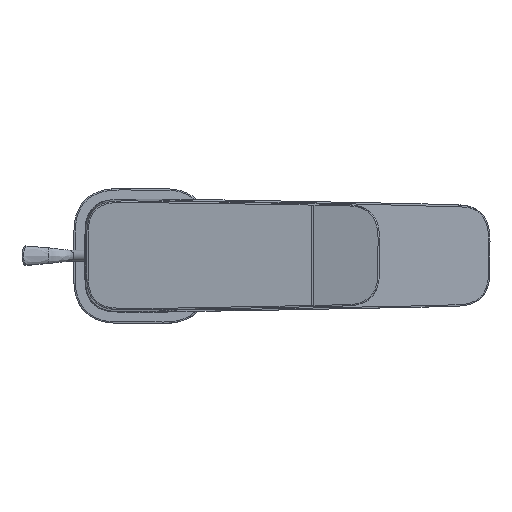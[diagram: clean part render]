
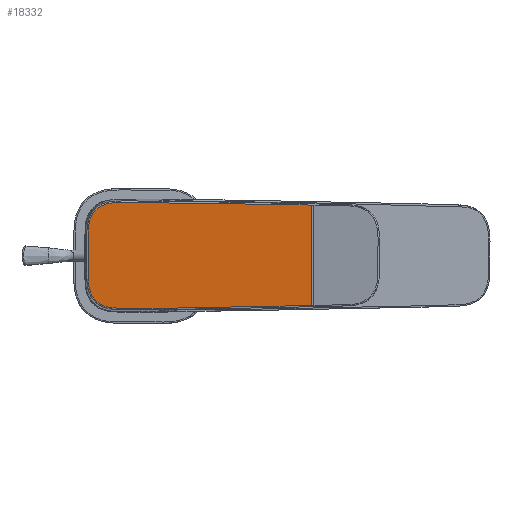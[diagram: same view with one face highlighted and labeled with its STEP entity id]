
A CAD part, top view. The second image highlights one B-rep face of the part: STEP entity #18332.
In plain terms, the highlighted face is planar.
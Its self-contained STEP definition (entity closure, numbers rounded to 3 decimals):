
#4131=ORIENTED_EDGE('',*,*,#9770,.F.);
#4132=ORIENTED_EDGE('',*,*,#9771,.F.);
#4133=ORIENTED_EDGE('',*,*,#9772,.T.);
#4134=ORIENTED_EDGE('',*,*,#9773,.F.);
#9770=EDGE_CURVE('',#12603,#12604,#14584,.F.);
#9771=EDGE_CURVE('',#12605,#12603,#14585,.F.);
#9772=EDGE_CURVE('',#12605,#12606,#14586,.T.);
#9773=EDGE_CURVE('',#12604,#12606,#14587,.F.);
#12603=VERTEX_POINT('',#33845);
#12604=VERTEX_POINT('',#33846);
#12605=VERTEX_POINT('',#33853);
#12606=VERTEX_POINT('',#33858);
#14584=B_SPLINE_CURVE_WITH_KNOTS('',3,(#33790,#33791,#33792,#33793,#33794,
#33795,#33796,#33797,#33798,#33799,#33800,#33801,#33802,#33803,#33804,#33805,
#33806,#33807,#33808,#33809,#33810,#33811,#33812,#33813,#33814,#33815,#33816,
#33817,#33818,#33819,#33820,#33821,#33822,#33823,#33824,#33825,#33826,#33827,
#33828,#33829,#33830,#33831,#33832,#33833,#33834,#33835,#33836,#33837,#33838,
#33839,#33840,#33841,#33842,#33843,#33844),.UNSPECIFIED.,.F.,.F.,(4,1,1,
1,1,1,1,1,1,1,1,1,1,1,1,1,1,1,1,1,1,1,1,1,1,1,1,1,1,1,1,1,1,1,1,1,1,1,1,
1,1,1,1,1,1,1,1,1,1,1,1,1,4),(-181.363,-173.079,-164.795,
-156.511,-148.227,-139.942,-135.8,
-131.658,-127.516,-123.374,-121.303,
-119.232,-118.196,-117.679,-117.161,
-116.125,-115.09,-114.054,-113.537,
-113.019,-112.501,-111.983,-110.948,
-108.877,-106.806,-104.735,-102.664,
-98.522,-94.38,-90.237,-86.095,
-84.024,-81.953,-80.918,-79.882,
-79.365,-78.847,-77.811,-77.293,
-76.776,-76.258,-75.74,-74.705,
-73.669,-73.151,-72.634,-71.598,
-69.527,-65.385,-61.243,-57.101,
-52.959,-48.817),.UNSPECIFIED.);
#14585=B_SPLINE_CURVE_WITH_KNOTS('',3,(#33847,#33848,#33849,#33850,#33851,
#33852),.UNSPECIFIED.,.F.,.F.,(4,1,1,4),(-48.817,-36.814,
-24.811,-0.805),.UNSPECIFIED.);
#14586=B_SPLINE_CURVE_WITH_KNOTS('',3,(#33854,#33855,#33856,#33857),
 .UNSPECIFIED.,.F.,.F.,(4,4),(0.,1.),.UNSPECIFIED.);
#14587=B_SPLINE_CURVE_WITH_KNOTS('',3,(#33859,#33860,#33861,#33862),
 .UNSPECIFIED.,.F.,.F.,(4,4),(-8.776,0.),.UNSPECIFIED.);
#15454=EDGE_LOOP('',(#4131,#4132,#4133,#4134));
#16633=FACE_BOUND('',#15454,.T.);
#17766=PLANE('',#19451);
#18332=ADVANCED_FACE('',(#16633),#17766,.T.);
#19451=AXIS2_PLACEMENT_3D('',#33789,#21037,#21038);
#21037=DIRECTION('',(0.,-0.122,0.993));
#21038=DIRECTION('',(-1.,0.,0.));
#33789=CARTESIAN_POINT('',(21.688,122.716,173.605));
#33790=CARTESIAN_POINT('',(-18.042,51.788,164.896));
#33791=CARTESIAN_POINT('',(-18.099,49.048,164.559));
#33792=CARTESIAN_POINT('',(-18.211,43.568,163.886));
#33793=CARTESIAN_POINT('',(-18.372,35.347,162.877));
#33794=CARTESIAN_POINT('',(-18.515,27.127,161.868));
#33795=CARTESIAN_POINT('',(-18.65,18.904,160.858));
#33796=CARTESIAN_POINT('',(-18.756,12.058,160.018));
#33797=CARTESIAN_POINT('',(-18.794,6.578,159.345));
#33798=CARTESIAN_POINT('',(-18.816,2.468,158.84));
#33799=CARTESIAN_POINT('',(-18.829,-1.642,158.335));
#33800=CARTESIAN_POINT('',(-18.826,-5.068,157.915));
#33801=CARTESIAN_POINT('',(-18.831,-7.805,157.579));
#33802=CARTESIAN_POINT('',(-18.752,-9.532,157.367));
#33803=CARTESIAN_POINT('',(-18.595,-10.727,157.22));
#33804=CARTESIAN_POINT('',(-18.477,-11.375,157.14));
#33805=CARTESIAN_POINT('',(-18.319,-12.087,157.053));
#33806=CARTESIAN_POINT('',(-18.066,-12.933,156.949));
#33807=CARTESIAN_POINT('',(-17.712,-13.818,156.84));
#33808=CARTESIAN_POINT('',(-17.287,-14.605,156.744));
#33809=CARTESIAN_POINT('',(-16.924,-15.149,156.677));
#33810=CARTESIAN_POINT('',(-16.592,-15.582,156.624));
#33811=CARTESIAN_POINT('',(-16.267,-15.951,156.578));
#33812=CARTESIAN_POINT('',(-15.77,-16.447,156.518));
#33813=CARTESIAN_POINT('',(-14.857,-17.189,156.426));
#33814=CARTESIAN_POINT('',(-13.286,-18.02,156.324));
#33815=CARTESIAN_POINT('',(-11.327,-18.562,156.258));
#33816=CARTESIAN_POINT('',(-9.257,-18.817,156.227));
#33817=CARTESIAN_POINT('',(-6.502,-18.882,156.219));
#33818=CARTESIAN_POINT('',(-3.049,-18.869,156.22));
#33819=CARTESIAN_POINT('',(1.092,-18.883,156.218));
#33820=CARTESIAN_POINT('',(5.237,-18.857,156.222));
#33821=CARTESIAN_POINT('',(8.68,-18.893,156.217));
#33822=CARTESIAN_POINT('',(11.439,-18.542,156.26));
#33823=CARTESIAN_POINT('',(13.07,-18.067,156.319));
#33824=CARTESIAN_POINT('',(14.327,-17.474,156.391));
#33825=CARTESIAN_POINT('',(15.069,-16.999,156.45));
#33826=CARTESIAN_POINT('',(15.587,-16.594,156.499));
#33827=CARTESIAN_POINT('',(16.117,-16.119,156.558));
#33828=CARTESIAN_POINT('',(16.557,-15.638,156.617));
#33829=CARTESIAN_POINT('',(16.992,-15.052,156.689));
#33830=CARTESIAN_POINT('',(17.252,-14.649,156.738));
#33831=CARTESIAN_POINT('',(17.516,-14.183,156.796));
#33832=CARTESIAN_POINT('',(17.808,-13.581,156.869));
#33833=CARTESIAN_POINT('',(18.104,-12.826,156.962));
#33834=CARTESIAN_POINT('',(18.35,-11.965,157.068));
#33835=CARTESIAN_POINT('',(18.498,-11.269,157.153));
#33836=CARTESIAN_POINT('',(18.612,-10.614,157.234));
#33837=CARTESIAN_POINT('',(18.761,-9.418,157.381));
#33838=CARTESIAN_POINT('',(18.855,-7.003,157.677));
#33839=CARTESIAN_POINT('',(18.821,-3.586,158.097));
#33840=CARTESIAN_POINT('',(18.826,0.527,158.602));
#33841=CARTESIAN_POINT('',(18.806,4.636,159.106));
#33842=CARTESIAN_POINT('',(18.779,8.746,159.611));
#33843=CARTESIAN_POINT('',(18.756,11.486,159.947));
#33844=CARTESIAN_POINT('',(18.741,12.855,160.115));
#33845=CARTESIAN_POINT('',(18.741,12.855,160.115));
#33846=CARTESIAN_POINT('',(-18.042,51.788,164.896));
#33847=CARTESIAN_POINT('',(18.741,12.855,160.115));
#33848=CARTESIAN_POINT('',(18.697,16.823,160.603));
#33849=CARTESIAN_POINT('',(18.546,24.766,161.578));
#33850=CARTESIAN_POINT('',(18.286,40.645,163.528));
#33851=CARTESIAN_POINT('',(18.028,52.556,164.99));
#33852=CARTESIAN_POINT('',(17.858,60.496,165.965));
#33853=CARTESIAN_POINT('',(17.858,60.496,165.966));
#33854=CARTESIAN_POINT('',(17.858,60.496,165.965));
#33855=CARTESIAN_POINT('',(5.953,60.496,165.965));
#33856=CARTESIAN_POINT('',(-5.953,60.496,165.965));
#33857=CARTESIAN_POINT('',(-17.858,60.496,165.965));
#33858=CARTESIAN_POINT('',(-17.858,60.496,165.965));
#33859=CARTESIAN_POINT('',(-17.858,60.496,165.965));
#33860=CARTESIAN_POINT('',(-17.921,57.593,165.609));
#33861=CARTESIAN_POINT('',(-17.982,54.691,165.252));
#33862=CARTESIAN_POINT('',(-18.042,51.788,164.896));
